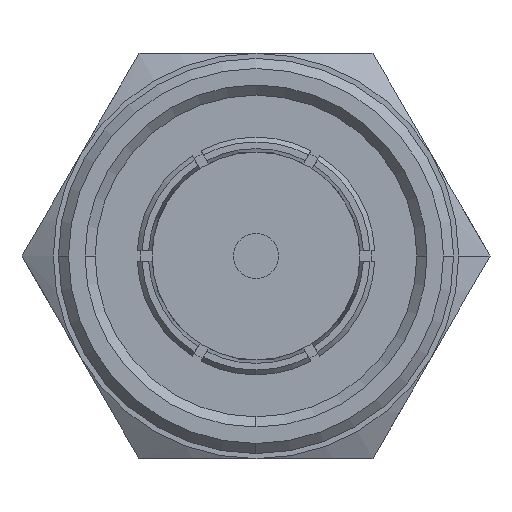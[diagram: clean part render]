
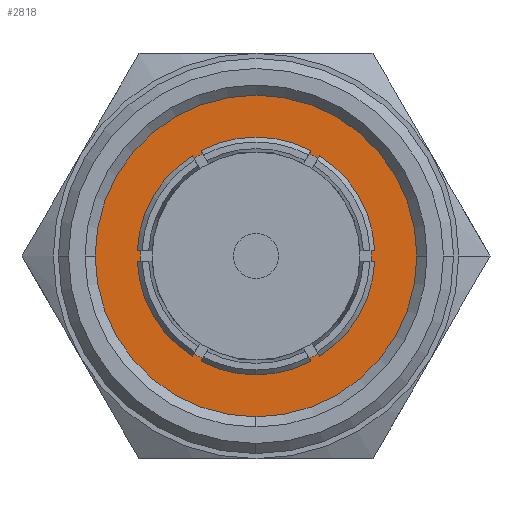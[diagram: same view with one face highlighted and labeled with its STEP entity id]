
A CAD part, left-side view. The second image highlights one B-rep face of the part: STEP entity #2818.
In plain terms, the highlighted planar face has unit normal (-1, 0, 0).
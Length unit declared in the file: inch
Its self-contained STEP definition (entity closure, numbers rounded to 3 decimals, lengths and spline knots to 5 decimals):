
#152 = FACE_BOUND ( 'NONE', #2350, .T. ) ;
#226 = FACE_OUTER_BOUND ( 'NONE', #611, .T. ) ;
#257 = CIRCLE ( 'NONE', #550, 0.08976 ) ;
#550 = AXIS2_PLACEMENT_3D ( 'NONE', #3718, #554, #1992 ) ;
#554 = DIRECTION ( 'NONE',  ( -1., 0., 0. ) ) ;
#600 = CARTESIAN_POINT ( 'NONE',  ( 0.20669, -0.125, 0. ) ) ;
#611 = EDGE_LOOP ( 'NONE', ( #3155, #3168 ) ) ;
#683 = VERTEX_POINT ( 'NONE', #1269 ) ;
#772 = EDGE_CURVE ( 'NONE', #683, #1896, #1313, .T. ) ;
#990 = DIRECTION ( 'NONE',  ( 1., 0., 0. ) ) ;
#1013 = DIRECTION ( 'NONE',  ( 0., 1., 0. ) ) ;
#1114 = DIRECTION ( 'NONE',  ( -1., 0., 0. ) ) ;
#1269 = CARTESIAN_POINT ( 'NONE',  ( 0.20669, 0.125, 0. ) ) ;
#1313 = CIRCLE ( 'NONE', #4438, 0.125 ) ;
#1495 = AXIS2_PLACEMENT_3D ( 'NONE', #2887, #1114, #3893 ) ;
#1568 = DIRECTION ( 'NONE',  ( 0., 0., 1. ) ) ;
#1769 = VERTEX_POINT ( 'NONE', #1858 ) ;
#1858 = CARTESIAN_POINT ( 'NONE',  ( 0.20669, -0.08976, 0. ) ) ;
#1896 = VERTEX_POINT ( 'NONE', #600 ) ;
#1907 = CARTESIAN_POINT ( 'NONE',  ( 0.20669, 0., 0. ) ) ;
#1992 = DIRECTION ( 'NONE',  ( 0., 1., 0. ) ) ;
#2246 = CIRCLE ( 'NONE', #1495, 0.08976 ) ;
#2350 = EDGE_LOOP ( 'NONE', ( #3457, #2601 ) ) ;
#2601 = ORIENTED_EDGE ( 'NONE', *, *, #2735, .F. ) ;
#2686 = CARTESIAN_POINT ( 'NONE',  ( 0.20669, 0., 0. ) ) ;
#2735 = EDGE_CURVE ( 'NONE', #4357, #1769, #257, .T. ) ;
#2818 = ADVANCED_FACE ( 'NONE', ( #152, #226 ), #3368, .T. ) ;
#2887 = CARTESIAN_POINT ( 'NONE',  ( 0.20669, 0., 0. ) ) ;
#2946 = DIRECTION ( 'NONE',  ( -1., 0., 0. ) ) ;
#3155 = ORIENTED_EDGE ( 'NONE', *, *, #772, .F. ) ;
#3168 = ORIENTED_EDGE ( 'NONE', *, *, #3874, .T. ) ;
#3202 = AXIS2_PLACEMENT_3D ( 'NONE', #2686, #2946, #1568 ) ;
#3368 = PLANE ( 'NONE',  #3202 ) ;
#3457 = ORIENTED_EDGE ( 'NONE', *, *, #3777, .F. ) ;
#3718 = CARTESIAN_POINT ( 'NONE',  ( 0.20669, 0., 0. ) ) ;
#3771 = CARTESIAN_POINT ( 'NONE',  ( 0.20669, 0.08976, 0. ) ) ;
#3777 = EDGE_CURVE ( 'NONE', #1769, #4357, #2246, .T. ) ;
#3874 = EDGE_CURVE ( 'NONE', #683, #1896, #3957, .T. ) ;
#3893 = DIRECTION ( 'NONE',  ( 0., -1., 0. ) ) ;
#3957 = CIRCLE ( 'NONE', #4030, 0.125 ) ;
#4030 = AXIS2_PLACEMENT_3D ( 'NONE', #1907, #4093, #4403 ) ;
#4093 = DIRECTION ( 'NONE',  ( -1., 0., 0. ) ) ;
#4222 = CARTESIAN_POINT ( 'NONE',  ( 0.20669, 0., 0. ) ) ;
#4357 = VERTEX_POINT ( 'NONE', #3771 ) ;
#4403 = DIRECTION ( 'NONE',  ( 0., 1., 0. ) ) ;
#4438 = AXIS2_PLACEMENT_3D ( 'NONE', #4222, #990, #1013 ) ;
